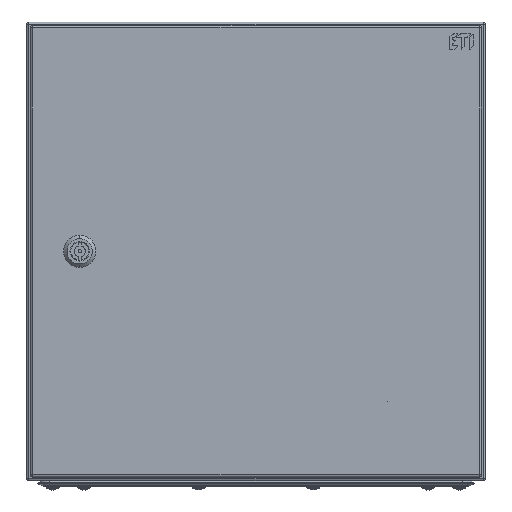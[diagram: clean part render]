
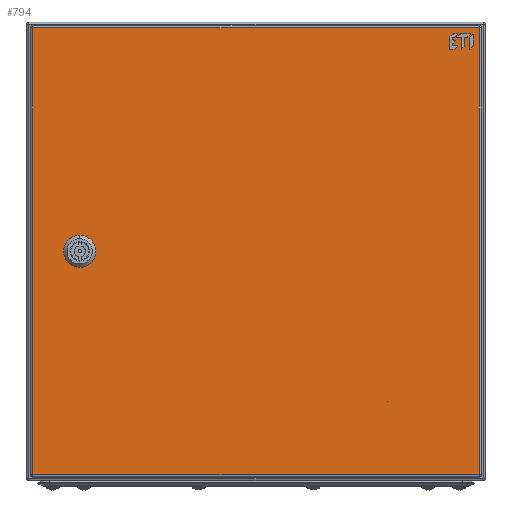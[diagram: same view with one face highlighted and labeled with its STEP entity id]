
A CAD part, front view. The second image highlights one B-rep face of the part: STEP entity #794.
In plain terms, the highlighted face is planar.
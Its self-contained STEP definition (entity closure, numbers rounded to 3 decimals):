
#44=DIRECTION('',(-1.,0.,0.));
#45=VECTOR('',#44,10.111);
#46=CARTESIAN_POINT('',(5.056,-163.75,0.));
#47=LINE('',#46,#45);
#52=CARTESIAN_POINT('',(0.,-153.7,0.));
#53=DIRECTION('',(0.,0.,-1.));
#54=DIRECTION('',(-0.449,-0.893,0.));
#55=AXIS2_PLACEMENT_3D('',#52,#53,#54);
#60=DIRECTION('',(0.,1.,0.));
#61=VECTOR('',#60,10.111);
#62=CARTESIAN_POINT('',(-10.05,-158.756,0.));
#63=LINE('',#62,#61);
#67=CARTESIAN_POINT('',(0.,-153.7,0.));
#68=DIRECTION('',(0.,0.,-1.));
#69=DIRECTION('',(-0.893,0.449,0.));
#70=AXIS2_PLACEMENT_3D('',#67,#68,#69);
#75=DIRECTION('',(1.,0.,0.));
#76=VECTOR('',#75,10.111);
#77=CARTESIAN_POINT('',(-5.056,-143.65,0.));
#78=LINE('',#77,#76);
#82=CARTESIAN_POINT('',(0.,-153.7,0.));
#83=DIRECTION('',(0.,0.,-1.));
#84=DIRECTION('',(0.449,0.893,0.));
#85=AXIS2_PLACEMENT_3D('',#82,#83,#84);
#90=DIRECTION('',(0.,-1.,0.));
#91=VECTOR('',#90,10.111);
#92=CARTESIAN_POINT('',(10.05,-148.644,0.));
#93=LINE('',#92,#91);
#97=CARTESIAN_POINT('',(0.,-153.7,0.));
#98=DIRECTION('',(0.,0.,-1.));
#99=DIRECTION('',(0.893,-0.449,0.));
#100=AXIS2_PLACEMENT_3D('',#97,#98,#99);
#105=DIRECTION('',(0.,1.,0.));
#106=VECTOR('',#105,389.);
#107=CARTESIAN_POINT('',(-194.8,-194.5,0.));
#108=LINE('',#107,#106);
#150=DIRECTION('',(1.,0.,0.));
#151=VECTOR('',#150,389.6);
#152=CARTESIAN_POINT('',(-194.8,194.5,0.));
#153=LINE('',#152,#151);
#290=DIRECTION('',(0.,-1.,0.));
#291=VECTOR('',#290,389.);
#292=CARTESIAN_POINT('',(194.8,194.5,0.));
#293=LINE('',#292,#291);
#328=DIRECTION('',(-1.,0.,0.));
#329=VECTOR('',#328,389.6);
#330=CARTESIAN_POINT('',(194.8,-194.5,0.));
#331=LINE('',#330,#329);
#657=CARTESIAN_POINT('',(-194.8,-194.5,0.));
#658=CARTESIAN_POINT('',(-194.8,194.5,0.));
#659=VERTEX_POINT('',#657);
#660=VERTEX_POINT('',#658);
#661=CARTESIAN_POINT('',(194.8,-194.5,0.));
#662=VERTEX_POINT('',#661);
#663=CARTESIAN_POINT('',(194.8,194.5,0.));
#664=VERTEX_POINT('',#663);
#665=CARTESIAN_POINT('',(5.056,-163.75,0.));
#666=CARTESIAN_POINT('',(-5.056,-163.75,0.));
#667=VERTEX_POINT('',#665);
#668=VERTEX_POINT('',#666);
#669=CARTESIAN_POINT('',(-10.05,-158.756,0.));
#670=VERTEX_POINT('',#669);
#671=CARTESIAN_POINT('',(-10.05,-148.644,0.));
#672=VERTEX_POINT('',#671);
#673=CARTESIAN_POINT('',(-5.056,-143.65,0.));
#674=VERTEX_POINT('',#673);
#675=CARTESIAN_POINT('',(5.056,-143.65,0.));
#676=VERTEX_POINT('',#675);
#677=CARTESIAN_POINT('',(10.05,-148.644,0.));
#678=VERTEX_POINT('',#677);
#679=CARTESIAN_POINT('',(10.05,-158.756,0.));
#680=VERTEX_POINT('',#679);
#761=CARTESIAN_POINT('',(0.,0.,0.));
#762=DIRECTION('',(0.,0.,-1.));
#763=DIRECTION('',(-1.,0.,0.));
#764=AXIS2_PLACEMENT_3D('',#761,#762,#763);
#765=PLANE('',#764);
#767=ORIENTED_EDGE('',*,*,#766,.F.);
#769=ORIENTED_EDGE('',*,*,#768,.F.);
#771=ORIENTED_EDGE('',*,*,#770,.F.);
#773=ORIENTED_EDGE('',*,*,#772,.F.);
#774=EDGE_LOOP('',(#767,#769,#771,#773));
#775=FACE_OUTER_BOUND('',#774,.F.);
#777=ORIENTED_EDGE('',*,*,#776,.T.);
#779=ORIENTED_EDGE('',*,*,#778,.T.);
#781=ORIENTED_EDGE('',*,*,#780,.T.);
#783=ORIENTED_EDGE('',*,*,#782,.T.);
#785=ORIENTED_EDGE('',*,*,#784,.T.);
#787=ORIENTED_EDGE('',*,*,#786,.T.);
#789=ORIENTED_EDGE('',*,*,#788,.T.);
#791=ORIENTED_EDGE('',*,*,#790,.T.);
#792=EDGE_LOOP('',(#777,#779,#781,#783,#785,#787,#789,#791));
#793=FACE_BOUND('',#792,.F.);
#56=CIRCLE('',#55,11.25);
#71=CIRCLE('',#70,11.25);
#86=CIRCLE('',#85,11.25);
#101=CIRCLE('',#100,11.25);
#766=EDGE_CURVE('',#659,#660,#108,.T.);
#768=EDGE_CURVE('',#662,#659,#331,.T.);
#770=EDGE_CURVE('',#664,#662,#293,.T.);
#772=EDGE_CURVE('',#660,#664,#153,.T.);
#776=EDGE_CURVE('',#667,#668,#47,.T.);
#778=EDGE_CURVE('',#668,#670,#56,.T.);
#780=EDGE_CURVE('',#670,#672,#63,.T.);
#782=EDGE_CURVE('',#672,#674,#71,.T.);
#784=EDGE_CURVE('',#674,#676,#78,.T.);
#786=EDGE_CURVE('',#676,#678,#86,.T.);
#788=EDGE_CURVE('',#678,#680,#93,.T.);
#790=EDGE_CURVE('',#680,#667,#101,.T.);
#794=ADVANCED_FACE('',(#775,#793),#765,.T.);
